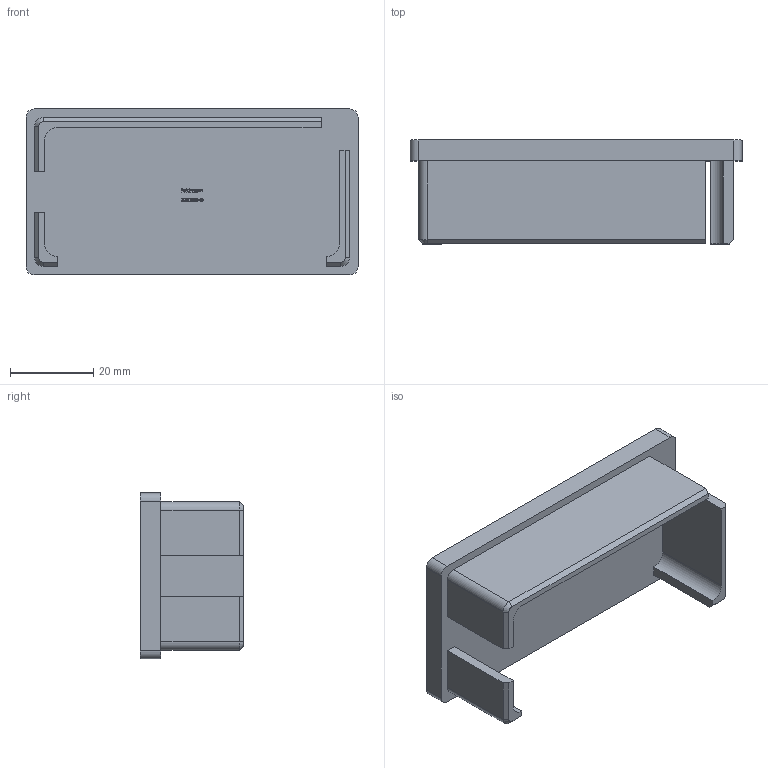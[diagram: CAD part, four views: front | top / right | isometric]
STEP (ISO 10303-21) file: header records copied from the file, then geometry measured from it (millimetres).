
FILE_DESCRIPTION (( 'STEP AP203' ), '1' );
FILE_NAME ('100038040.step', '2018-12-19T09:25:30', ( '' ), ( '' ), 'SwSTEP 2.0', 'SolidWorks 2015', '' );
FILE_SCHEMA (( 'CONFIG_CONTROL_DESIGN' ));
Length unit declared in the file: millimetre
Products named in the file (1): 100038040
Bounding box: 80 x 25 x 40 mm (x, y, z)
Volume: 22049.5 mm3; surface area: 12716.6 mm2
Topology: 1 solids, 1 shells, 272 faces, 711 edges, 472 vertices
Faces by surface type: plane 135, bspline 124, cylinder 10, cone 3
Entity records: 15811 total; most frequent: CARTESIAN_POINT 9868, ORIENTED_EDGE 1422, DIRECTION 784, EDGE_CURVE 711, VERTEX_POINT 472, VECTOR 440, LINE 440, EDGE_LOOP 303
